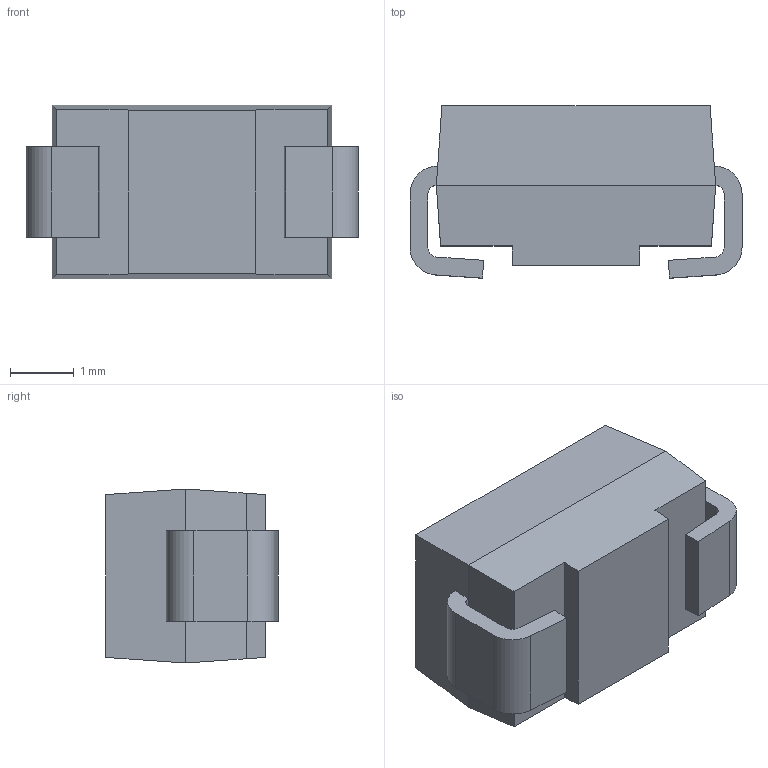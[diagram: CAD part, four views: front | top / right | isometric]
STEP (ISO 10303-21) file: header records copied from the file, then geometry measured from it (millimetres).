
FILE_DESCRIPTION (( 'STEP AP214' ), '1' );
FILE_NAME ('SSA210.STEP', '2023-02-15T16:10:40', ( '' ), ( '' ), 'SwSTEP 2.0', 'SolidWorks 2021', '' );
FILE_SCHEMA (( 'AUTOMOTIVE_DESIGN' ));
Length unit declared in the file: millimetre
Products named in the file (1): SSA210
Bounding box: 5.2 x 2.7 x 2.73 mm (x, y, z)
Volume: 28.5 mm3; surface area: 73.4 mm2
Topology: 3 solids, 3 shells, 38 faces, 92 edges, 60 vertices
Faces by surface type: plane 30, cylinder 8
Entity records: 1152 total; most frequent: CARTESIAN_POINT 191, DIRECTION 186, ORIENTED_EDGE 184, EDGE_CURVE 92, VECTOR 76, LINE 76, VERTEX_POINT 60, AXIS2_PLACEMENT_3D 55
